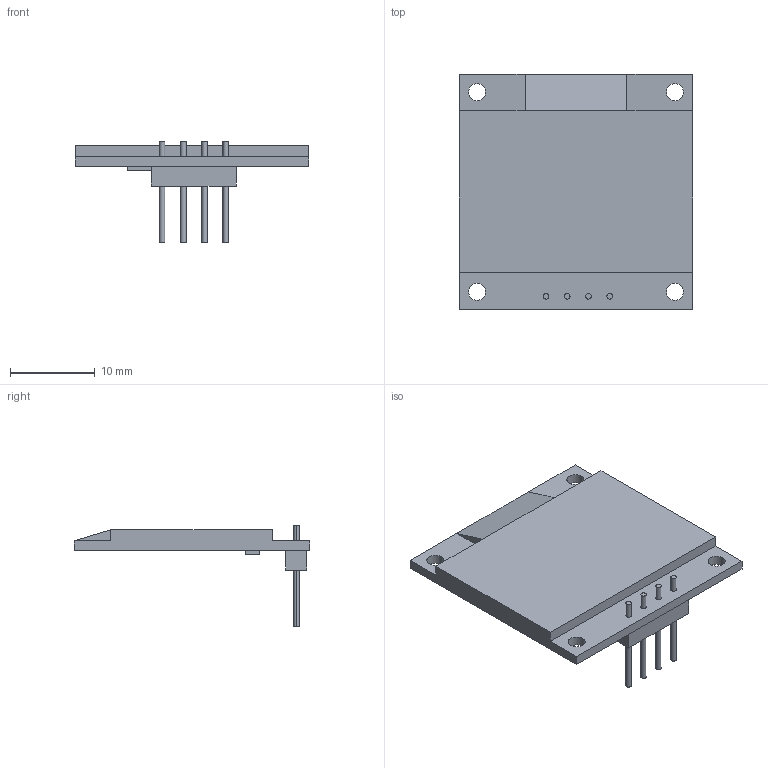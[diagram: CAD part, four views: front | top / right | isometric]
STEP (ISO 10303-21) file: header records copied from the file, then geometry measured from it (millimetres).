
FILE_DESCRIPTION (( 'STEP AP203' ), '1' );
FILE_NAME ('Ecran_oled_091_i2c.STEP', '2018-02-25T11:19:10', ( '' ), ( '' ), 'SwSTEP 2.0', 'SolidWorks 2015', '' );
FILE_SCHEMA (( 'CONFIG_CONTROL_DESIGN' ));
Length unit declared in the file: millimetre
Products named in the file (1): Ecran_oled_091_i2c
Bounding box: 27.56 x 27.82 x 11.9 mm (x, y, z)
Volume: 1659.4 mm3; surface area: 1912.9 mm2
Topology: 1 solids, 1 shells, 57 faces, 131 edges, 86 vertices
Faces by surface type: plane 33, cylinder 24
Entity records: 1714 total; most frequent: DIRECTION 295, CARTESIAN_POINT 275, ORIENTED_EDGE 262, EDGE_CURVE 131, AXIS2_PLACEMENT_3D 106, VERTEX_POINT 86, VECTOR 83, LINE 83
